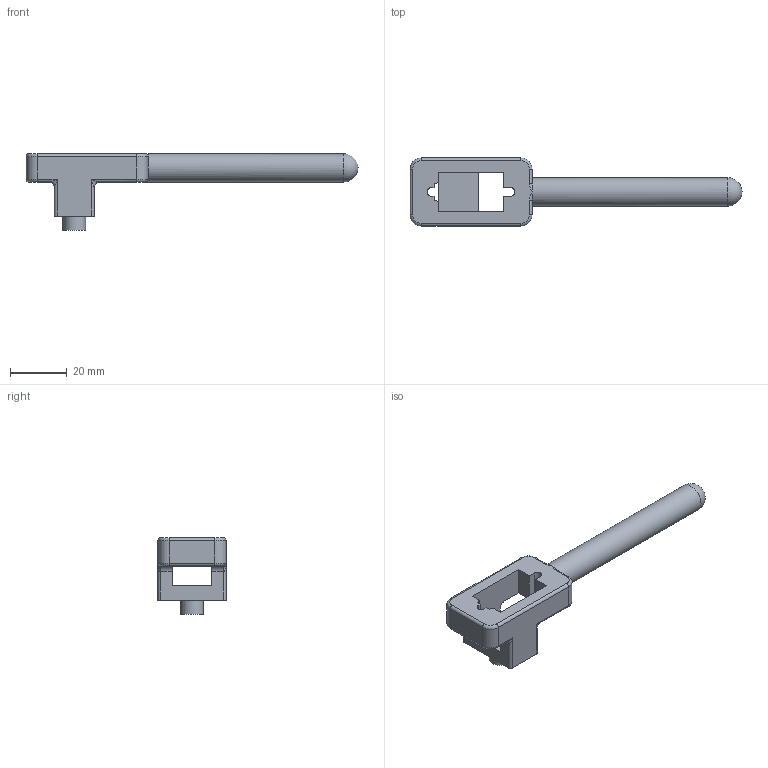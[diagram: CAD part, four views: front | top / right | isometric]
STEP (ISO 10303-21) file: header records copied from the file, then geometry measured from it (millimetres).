
FILE_DESCRIPTION(/* description */ (''),/* implementation_level */ '2;1');
FILE_NAME(/* name */ 'Finger-v11.step',/* time_stamp */ '2019-03-31T10:54:30-04:00',/* author */ ('jayZL2GR'),/* organization */ (''),/* preprocessor_version */ 'ST-DEVELOPER v17.2',/* originating_system */ 'Autodesk Translation Framework v7.6.0.251',/* authorisation */ '');
FILE_SCHEMA (('AUTOMOTIVE_DESIGN { 1 0 10303 214 3 1 1 }'));
Length unit declared in the file: millimetre
Products named in the file (1): Finger-20190324
Bounding box: 117 x 24 x 27 mm (x, y, z)
Volume: 15270.9 mm3; surface area: 7033 mm2
Topology: 1 solids, 1 shells, 71 faces, 196 edges, 118 vertices
Faces by surface type: cylinder 29, plane 27, torus 8, bspline 6, sphere 1
Full cylindrical faces by diameter (mm): 8 x1, 10 x1
Entity records: 2448 total; most frequent: CARTESIAN_POINT 606, DIRECTION 391, ORIENTED_EDGE 378, EDGE_CURVE 189, AXIS2_PLACEMENT_3D 139, VERTEX_POINT 118, LINE 113, VECTOR 113
